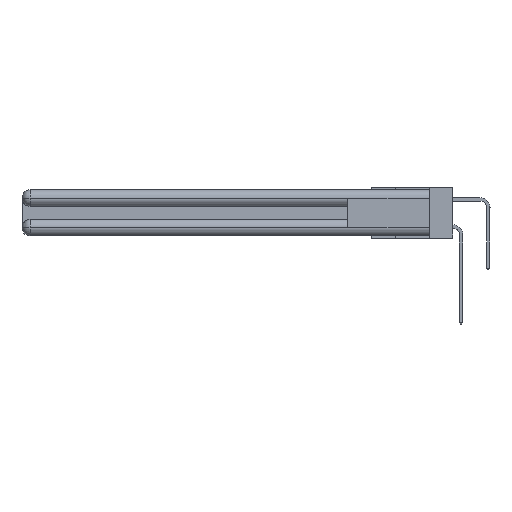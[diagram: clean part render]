
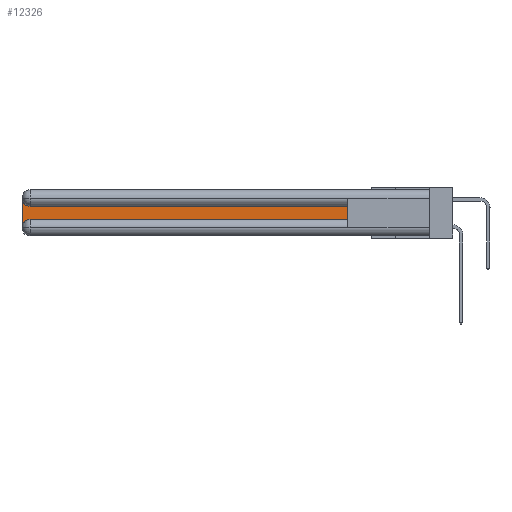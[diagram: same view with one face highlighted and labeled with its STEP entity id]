
A CAD part, left-side view. The second image highlights one B-rep face of the part: STEP entity #12326.
In plain terms, the highlighted planar face has unit normal (-1, 0, 0).
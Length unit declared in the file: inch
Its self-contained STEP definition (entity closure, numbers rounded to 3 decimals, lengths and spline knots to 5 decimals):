
#609 = VECTOR ( 'NONE', #18142, 39.37008 ) ;
#1318 = DIRECTION ( 'NONE',  ( 0., 0., -1. ) ) ;
#1481 = DIRECTION ( 'NONE',  ( 1., 0., 0. ) ) ;
#2416 = DIRECTION ( 'NONE',  ( 0., 0., 1. ) ) ;
#2741 = VERTEX_POINT ( 'NONE', #10715 ) ;
#3962 = DIRECTION ( 'NONE',  ( 0., 0., -1. ) ) ;
#3972 = VERTEX_POINT ( 'NONE', #27549 ) ;
#4337 = VECTOR ( 'NONE', #2416, 39.37008 ) ;
#5424 = ORIENTED_EDGE ( 'NONE', *, *, #25573, .T. ) ;
#5430 = VECTOR ( 'NONE', #13789, 39.37008 ) ;
#6238 = ORIENTED_EDGE ( 'NONE', *, *, #17604, .T. ) ;
#6553 = DIRECTION ( 'NONE',  ( 0., 0., -1. ) ) ;
#10163 = EDGE_CURVE ( 'NONE', #18779, #12710, #17889, .T. ) ;
#10472 = AXIS2_PLACEMENT_3D ( 'NONE', #18663, #1481, #3962 ) ;
#10715 = CARTESIAN_POINT ( 'NONE',  ( 0.075, 0.6, -0.1225 ) ) ;
#11145 = CARTESIAN_POINT ( 'NONE',  ( 0.075, 3., -0.1225 ) ) ;
#11274 = EDGE_CURVE ( 'NONE', #30366, #18779, #15488, .T. ) ;
#11768 = CIRCLE ( 'NONE', #12792, 0.06 ) ;
#11921 = CARTESIAN_POINT ( 'NONE',  ( 0.075, 0.6, -0.2175 ) ) ;
#12326 = ADVANCED_FACE ( 'NONE', ( #30130 ), #28675, .F. ) ;
#12710 = VERTEX_POINT ( 'NONE', #30154 ) ;
#12792 = AXIS2_PLACEMENT_3D ( 'NONE', #24061, #18996, #6553 ) ;
#12851 = CARTESIAN_POINT ( 'NONE',  ( 0.075, 0.6, -0.2175 ) ) ;
#13543 = ORIENTED_EDGE ( 'NONE', *, *, #21336, .T. ) ;
#13644 = DIRECTION ( 'NONE',  ( 1., 0., 0. ) ) ;
#13692 = CARTESIAN_POINT ( 'NONE',  ( 0.075, 3., -0.2175 ) ) ;
#13789 = DIRECTION ( 'NONE',  ( 0., 1., 0. ) ) ;
#14874 = LINE ( 'NONE', #12851, #609 ) ;
#14979 = CARTESIAN_POINT ( 'NONE',  ( 0.075, 2.94, -0.2175 ) ) ;
#14980 = EDGE_CURVE ( 'NONE', #12710, #26437, #11768, .T. ) ;
#15488 = CIRCLE ( 'NONE', #10472, 0.06 ) ;
#15939 = LINE ( 'NONE', #11921, #4337 ) ;
#15969 = VECTOR ( 'NONE', #24244, 39.37008 ) ;
#16274 = LINE ( 'NONE', #30857, #5430 ) ;
#17604 = EDGE_CURVE ( 'NONE', #2741, #30366, #16274, .T. ) ;
#17736 = ORIENTED_EDGE ( 'NONE', *, *, #14980, .T. ) ;
#17889 = LINE ( 'NONE', #13692, #15969 ) ;
#18142 = DIRECTION ( 'NONE',  ( 0., -1., 0. ) ) ;
#18663 = CARTESIAN_POINT ( 'NONE',  ( 0.075, 2.94, -0.0625 ) ) ;
#18779 = VERTEX_POINT ( 'NONE', #27826 ) ;
#18996 = DIRECTION ( 'NONE',  ( 1., 0., 0. ) ) ;
#19215 = ORIENTED_EDGE ( 'NONE', *, *, #11274, .T. ) ;
#20442 = EDGE_LOOP ( 'NONE', ( #6238, #19215, #21770, #17736, #5424, #13543 ) ) ;
#21336 = EDGE_CURVE ( 'NONE', #3972, #2741, #15939, .T. ) ;
#21770 = ORIENTED_EDGE ( 'NONE', *, *, #10163, .T. ) ;
#22136 = CARTESIAN_POINT ( 'NONE',  ( 0.075, 2.94, -0.1225 ) ) ;
#24061 = CARTESIAN_POINT ( 'NONE',  ( 0.075, 2.94, -0.2775 ) ) ;
#24244 = DIRECTION ( 'NONE',  ( 0., 0., -1. ) ) ;
#25573 = EDGE_CURVE ( 'NONE', #26437, #3972, #14874, .T. ) ;
#25830 = AXIS2_PLACEMENT_3D ( 'NONE', #11145, #13644, #1318 ) ;
#26437 = VERTEX_POINT ( 'NONE', #14979 ) ;
#27549 = CARTESIAN_POINT ( 'NONE',  ( 0.075, 0.6, -0.2175 ) ) ;
#27826 = CARTESIAN_POINT ( 'NONE',  ( 0.075, 3., -0.0625 ) ) ;
#28675 = PLANE ( 'NONE',  #25830 ) ;
#30130 = FACE_OUTER_BOUND ( 'NONE', #20442, .T. ) ;
#30154 = CARTESIAN_POINT ( 'NONE',  ( 0.075, 3., -0.2775 ) ) ;
#30366 = VERTEX_POINT ( 'NONE', #22136 ) ;
#30857 = CARTESIAN_POINT ( 'NONE',  ( 0.075, 0.6, -0.1225 ) ) ;
